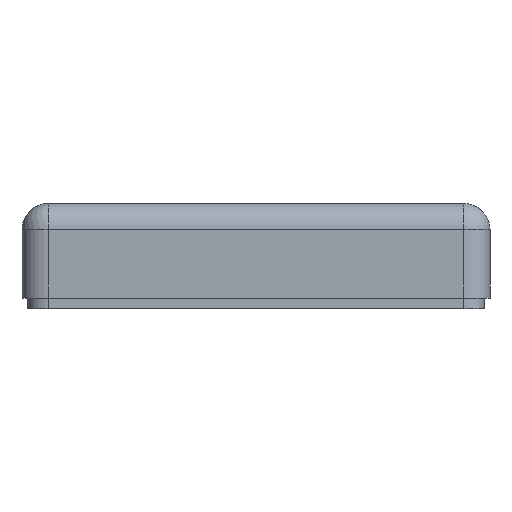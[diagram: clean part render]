
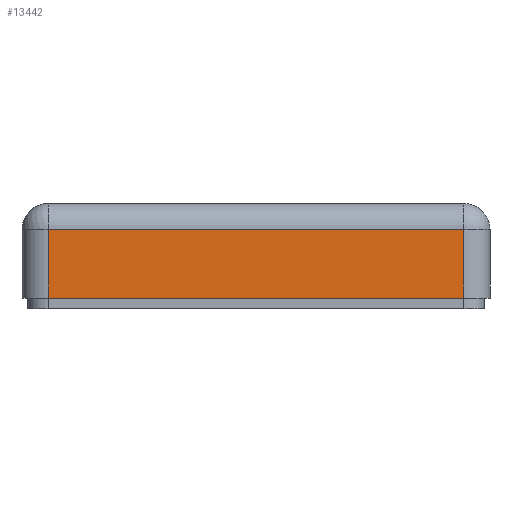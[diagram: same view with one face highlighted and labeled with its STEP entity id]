
A CAD part, left-side view. The second image highlights one B-rep face of the part: STEP entity #13442.
In plain terms, the highlighted planar face has unit normal (-1, 0, 0).
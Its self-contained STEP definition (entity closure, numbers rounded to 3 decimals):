
#2178=FACE_OUTER_BOUND('',#2998,.T.);
#2998=EDGE_LOOP('',(#12381,#12382,#12383,#12384));
#3899=LINE('',#24866,#4987);
#4078=LINE('',#26327,#5166);
#4083=LINE('',#26359,#5171);
#4086=LINE('',#26367,#5174);
#4987=VECTOR('',#15504,10.);
#5166=VECTOR('',#16481,10.);
#5171=VECTOR('',#16532,10.);
#5174=VECTOR('',#16545,10.);
#6191=VERTEX_POINT('',#24863);
#6192=VERTEX_POINT('',#24865);
#6452=VERTEX_POINT('',#26319);
#6455=VERTEX_POINT('',#26343);
#7975=EDGE_CURVE('',#6191,#6192,#3899,.T.);
#8415=EDGE_CURVE('',#6452,#6191,#4078,.T.);
#8429=EDGE_CURVE('',#6192,#6455,#4083,.T.);
#8432=EDGE_CURVE('',#6455,#6452,#4086,.T.);
#12381=ORIENTED_EDGE('',*,*,#8432,.F.);
#12382=ORIENTED_EDGE('',*,*,#8429,.F.);
#12383=ORIENTED_EDGE('',*,*,#7975,.F.);
#12384=ORIENTED_EDGE('',*,*,#8415,.F.);
#12685=PLANE('',#14123);
#13442=ADVANCED_FACE('',(#2178),#12685,.T.);
#14123=AXIS2_PLACEMENT_3D('',#26368,#16546,#16547);
#15504=DIRECTION('',(0.,1.,0.));
#16481=DIRECTION('',(0.,0.,-1.));
#16532=DIRECTION('',(0.,0.,1.));
#16545=DIRECTION('',(0.,-1.,0.));
#16546=DIRECTION('center_axis',(-1.,0.,0.));
#16547=DIRECTION('ref_axis',(0.,1.,0.));
#24863=CARTESIAN_POINT('',(-155.,10.,62.));
#24865=CARTESIAN_POINT('',(-155.,89.,62.));
#24866=CARTESIAN_POINT('',(-155.,37.75,62.));
#26319=CARTESIAN_POINT('',(-155.,10.,75.));
#26327=CARTESIAN_POINT('',(-155.,10.,65.));
#26343=CARTESIAN_POINT('',(-155.,89.,75.));
#26359=CARTESIAN_POINT('',(-155.,89.,80.));
#26367=CARTESIAN_POINT('',(-155.,37.75,75.));
#26368=CARTESIAN_POINT('Origin',(-155.,19.,80.));
